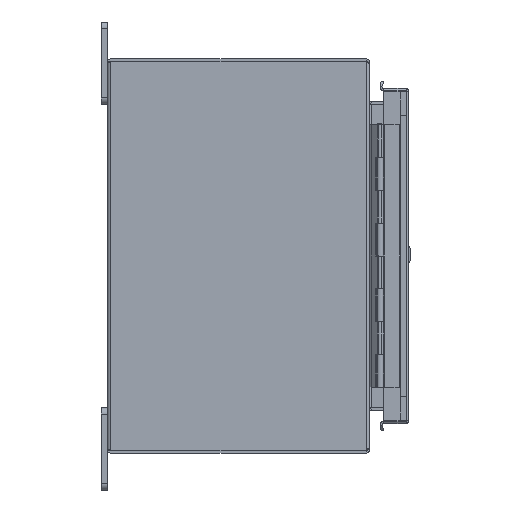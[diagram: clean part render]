
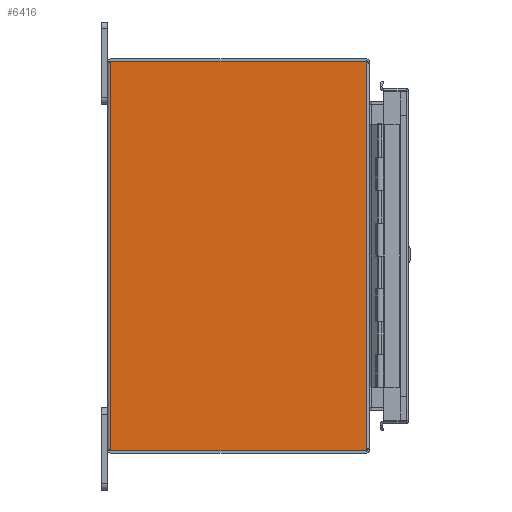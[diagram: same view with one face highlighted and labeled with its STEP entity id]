
A CAD part, left-side view. The second image highlights one B-rep face of the part: STEP entity #6416.
In plain terms, the highlighted planar face has unit normal (-1, 0, 0).
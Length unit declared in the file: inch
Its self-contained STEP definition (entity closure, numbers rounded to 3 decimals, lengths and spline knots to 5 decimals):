
#903 = VECTOR ( 'NONE', #24247, 39.37008 ) ;
#1017 = DIRECTION ( 'NONE',  ( 0., -1., 0. ) ) ;
#1273 = VECTOR ( 'NONE', #8621, 39.37008 ) ;
#1689 = CARTESIAN_POINT ( 'NONE',  ( -12., 39.37008, -5.92792 ) ) ;
#3681 = CARTESIAN_POINT ( 'NONE',  ( -12., -0.108, 5.92792 ) ) ;
#4913 = LINE ( 'NONE', #31742, #1273 ) ;
#5100 = VERTEX_POINT ( 'NONE', #44896 ) ;
#6259 = LINE ( 'NONE', #20369, #903 ) ;
#6416 = ADVANCED_FACE ( 'NONE', ( #13799 ), #31308, .F. ) ;
#8228 = VERTEX_POINT ( 'NONE', #42876 ) ;
#8621 = DIRECTION ( 'NONE',  ( 0., -1., 0. ) ) ;
#10301 = VERTEX_POINT ( 'NONE', #3681 ) ;
#13799 = FACE_OUTER_BOUND ( 'NONE', #22284, .T. ) ;
#15369 = ORIENTED_EDGE ( 'NONE', *, *, #33078, .F. ) ;
#20369 = CARTESIAN_POINT ( 'NONE',  ( -12., -7.892, -5.892 ) ) ;
#20734 = VECTOR ( 'NONE', #42559, 39.37008 ) ;
#21542 = EDGE_CURVE ( 'NONE', #37728, #5100, #6259, .T. ) ;
#22284 = EDGE_LOOP ( 'NONE', ( #28896, #15369, #30688, #35697 ) ) ;
#24247 = DIRECTION ( 'NONE',  ( 0., 0., -1. ) ) ;
#26141 = LINE ( 'NONE', #1689, #31780 ) ;
#28528 = LINE ( 'NONE', #31334, #20734 ) ;
#28896 = ORIENTED_EDGE ( 'NONE', *, *, #21542, .F. ) ;
#30688 = ORIENTED_EDGE ( 'NONE', *, *, #41027, .F. ) ;
#31308 = PLANE ( 'NONE',  #38479 ) ;
#31334 = CARTESIAN_POINT ( 'NONE',  ( -12., -0.108, -5.892 ) ) ;
#31742 = CARTESIAN_POINT ( 'NONE',  ( -12., 39.37008, 5.92792 ) ) ;
#31778 = CARTESIAN_POINT ( 'NONE',  ( -12., -7.892, 5.92792 ) ) ;
#31780 = VECTOR ( 'NONE', #1017, 39.37008 ) ;
#33078 = EDGE_CURVE ( 'NONE', #10301, #37728, #4913, .T. ) ;
#35697 = ORIENTED_EDGE ( 'NONE', *, *, #36856, .T. ) ;
#36856 = EDGE_CURVE ( 'NONE', #8228, #5100, #26141, .T. ) ;
#37017 = DIRECTION ( 'NONE',  ( 1., 0., 0. ) ) ;
#37728 = VERTEX_POINT ( 'NONE', #31778 ) ;
#38479 = AXIS2_PLACEMENT_3D ( 'NONE', #44035, #37017, #43827 ) ;
#41027 = EDGE_CURVE ( 'NONE', #8228, #10301, #28528, .T. ) ;
#42559 = DIRECTION ( 'NONE',  ( 0., 0., 1. ) ) ;
#42876 = CARTESIAN_POINT ( 'NONE',  ( -12., -0.108, -5.92792 ) ) ;
#43827 = DIRECTION ( 'NONE',  ( 0., 1., 0. ) ) ;
#44035 = CARTESIAN_POINT ( 'NONE',  ( -12., -0.06248, -5.892 ) ) ;
#44896 = CARTESIAN_POINT ( 'NONE',  ( -12., -7.892, -5.92792 ) ) ;
